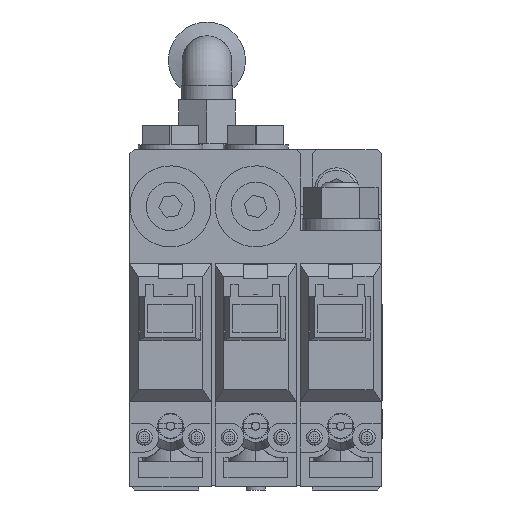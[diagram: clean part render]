
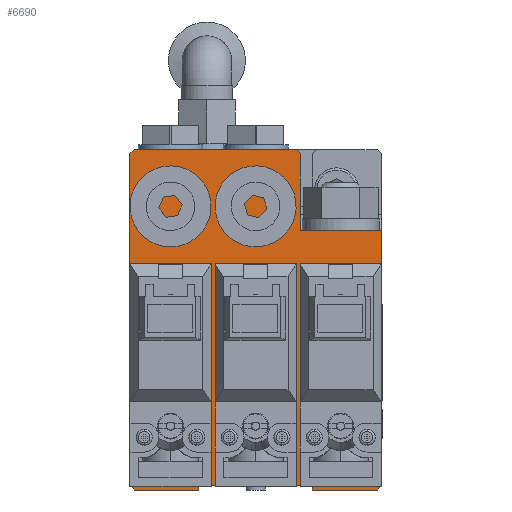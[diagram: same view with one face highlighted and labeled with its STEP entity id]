
A CAD part, front view. The second image highlights one B-rep face of the part: STEP entity #6690.
In plain terms, the highlighted planar face has unit normal (0, -1, 0).
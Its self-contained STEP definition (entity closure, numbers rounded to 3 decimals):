
#2964=CARTESIAN_POINT('',(15.5,-19.5,0.5));
#2965=VERTEX_POINT('',#2964);
#3005=CARTESIAN_POINT('',(15.5,-19.5,32.));
#3006=VERTEX_POINT('',#3005);
#3013=CARTESIAN_POINT('',(15.5,-19.5,0.5));
#3014=DIRECTION('',(0.0,0.0,1.0));
#3015=VECTOR('',#3014,31.5);
#3016=LINE('',#3013,#3015);
#3017=EDGE_CURVE('',#2965,#3006,#3016,.T.);
#6067=CARTESIAN_POINT('',(-15.5,-19.5,0.5));
#6068=VERTEX_POINT('',#6067);
#6077=CARTESIAN_POINT('',(-15.5,-19.5,41.5));
#6078=VERTEX_POINT('',#6077);
#6079=CARTESIAN_POINT('',(-15.5,-19.5,0.5));
#6080=DIRECTION('',(0.0,0.0,1.0));
#6081=VECTOR('',#6080,41.0);
#6082=LINE('',#6079,#6081);
#6083=EDGE_CURVE('',#6068,#6078,#6082,.T.);
#6503=CARTESIAN_POINT('',(7.,-19.5,0.5));
#6504=VERTEX_POINT('',#6503);
#6519=CARTESIAN_POINT('',(7.,-19.5,0.0));
#6520=VERTEX_POINT('',#6519);
#6527=CARTESIAN_POINT('',(7.,-19.5,0.5));
#6528=DIRECTION('',(0.0,0.0,-1.0));
#6529=VECTOR('',#6528,0.5);
#6530=LINE('',#6527,#6529);
#6531=EDGE_CURVE('',#6504,#6520,#6530,.T.);
#6541=CARTESIAN_POINT('',(-7.0,-19.5,0.5));
#6542=VERTEX_POINT('',#6541);
#6551=CARTESIAN_POINT('',(-7.0,-19.5,0.0));
#6552=VERTEX_POINT('',#6551);
#6553=CARTESIAN_POINT('',(-7.,-19.5,0.0));
#6554=DIRECTION('',(0.0,0.0,1.0));
#6555=VECTOR('',#6554,0.5);
#6556=LINE('',#6553,#6555);
#6557=EDGE_CURVE('',#6552,#6542,#6556,.T.);
#6588=CARTESIAN_POINT('',(-7.,-19.5,0.5));
#6589=DIRECTION('',(1.0,0.0,0.0));
#6590=VECTOR('',#6589,14.);
#6591=LINE('',#6588,#6590);
#6592=EDGE_CURVE('',#6542,#6504,#6591,.T.);
#6612=CARTESIAN_POINT('',(15.5,-19.5,0.0));
#6613=DIRECTION('',(0.0,-1.0,0.0));
#6614=DIRECTION('',(0.0,0.0,-1.0));
#6615=AXIS2_PLACEMENT_3D('',#6612,#6613,#6614);
#6616=PLANE('',#6615);
#6617=ORIENTED_EDGE('',*,*,#6557,.T.);
#6618=ORIENTED_EDGE('',*,*,#6592,.T.);
#6619=ORIENTED_EDGE('',*,*,#6531,.T.);
#6620=CARTESIAN_POINT('',(15.,-19.5,0.0));
#6621=VERTEX_POINT('',#6620);
#6622=CARTESIAN_POINT('',(15.,-19.5,0.0));
#6623=DIRECTION('',(-1.0,0.0,0.0));
#6624=VECTOR('',#6623,8.);
#6625=LINE('',#6622,#6624);
#6626=EDGE_CURVE('',#6621,#6520,#6625,.T.);
#6627=ORIENTED_EDGE('',*,*,#6626,.F.);
#6628=CARTESIAN_POINT('',(15.5,-19.5,0.5));
#6629=DIRECTION('',(-0.707,0.0,-0.707));
#6630=VECTOR('',#6629,0.707);
#6631=LINE('',#6628,#6630);
#6632=EDGE_CURVE('',#2965,#6621,#6631,.T.);
#6633=ORIENTED_EDGE('',*,*,#6632,.F.);
#6634=ORIENTED_EDGE('',*,*,#3017,.T.);
#6635=CARTESIAN_POINT('',(5.5,-19.5,32.));
#6636=VERTEX_POINT('',#6635);
#6637=CARTESIAN_POINT('',(15.5,-19.5,32.));
#6638=DIRECTION('',(-1.0,0.0,0.0));
#6639=VECTOR('',#6638,10.);
#6640=LINE('',#6637,#6639);
#6641=EDGE_CURVE('',#3006,#6636,#6640,.T.);
#6642=ORIENTED_EDGE('',*,*,#6641,.T.);
#6643=CARTESIAN_POINT('',(5.5,-19.5,41.5));
#6644=VERTEX_POINT('',#6643);
#6645=CARTESIAN_POINT('',(5.5,-19.5,32.));
#6646=DIRECTION('',(0.0,0.0,1.0));
#6647=VECTOR('',#6646,9.5);
#6648=LINE('',#6645,#6647);
#6649=EDGE_CURVE('',#6636,#6644,#6648,.T.);
#6650=ORIENTED_EDGE('',*,*,#6649,.T.);
#6651=CARTESIAN_POINT('',(5.,-19.5,42.0));
#6652=VERTEX_POINT('',#6651);
#6653=CARTESIAN_POINT('',(5.,-19.5,42.));
#6654=DIRECTION('',(0.707,0.0,-0.707));
#6655=VECTOR('',#6654,0.707);
#6656=LINE('',#6653,#6655);
#6657=EDGE_CURVE('',#6652,#6644,#6656,.T.);
#6658=ORIENTED_EDGE('',*,*,#6657,.F.);
#6659=CARTESIAN_POINT('',(-15.0,-19.5,42.0));
#6660=VERTEX_POINT('',#6659);
#6661=CARTESIAN_POINT('',(5.,-19.5,42.0));
#6662=DIRECTION('',(-1.0,0.0,0.0));
#6663=VECTOR('',#6662,20.);
#6664=LINE('',#6661,#6663);
#6665=EDGE_CURVE('',#6652,#6660,#6664,.T.);
#6666=ORIENTED_EDGE('',*,*,#6665,.T.);
#6667=CARTESIAN_POINT('',(-15.5,-19.5,41.5));
#6668=DIRECTION('',(0.707,0.0,0.707));
#6669=VECTOR('',#6668,0.707);
#6670=LINE('',#6667,#6669);
#6671=EDGE_CURVE('',#6078,#6660,#6670,.T.);
#6672=ORIENTED_EDGE('',*,*,#6671,.F.);
#6673=ORIENTED_EDGE('',*,*,#6083,.F.);
#6674=CARTESIAN_POINT('',(-15.0,-19.5,0.0));
#6675=VERTEX_POINT('',#6674);
#6676=CARTESIAN_POINT('',(-15.,-19.5,0.));
#6677=DIRECTION('',(-0.707,0.0,0.707));
#6678=VECTOR('',#6677,0.707);
#6679=LINE('',#6676,#6678);
#6680=EDGE_CURVE('',#6675,#6068,#6679,.T.);
#6681=ORIENTED_EDGE('',*,*,#6680,.F.);
#6682=CARTESIAN_POINT('',(-7.,-19.5,0.0));
#6683=DIRECTION('',(-1.0,0.0,0.0));
#6684=VECTOR('',#6683,8.);
#6685=LINE('',#6682,#6684);
#6686=EDGE_CURVE('',#6552,#6675,#6685,.T.);
#6687=ORIENTED_EDGE('',*,*,#6686,.F.);
#6688=EDGE_LOOP('',(#6617,#6618,#6619,#6627,#6633,#6634,#6642,#6650,#6658,#6666,#6672,#6673,#6681,#6687));
#6689=FACE_OUTER_BOUND('',#6688,.T.);
#6690=ADVANCED_FACE('',(#6689),#6616,.T.);
